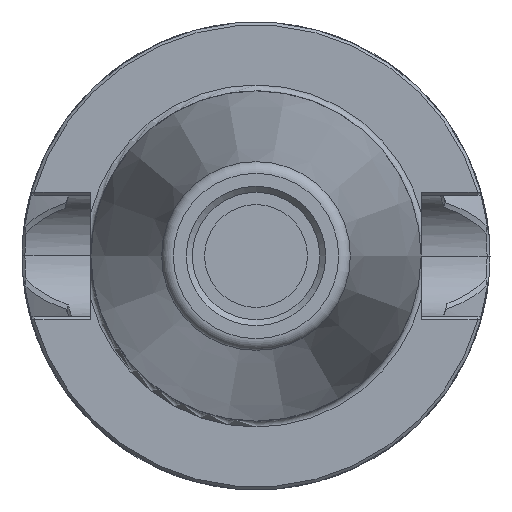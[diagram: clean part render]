
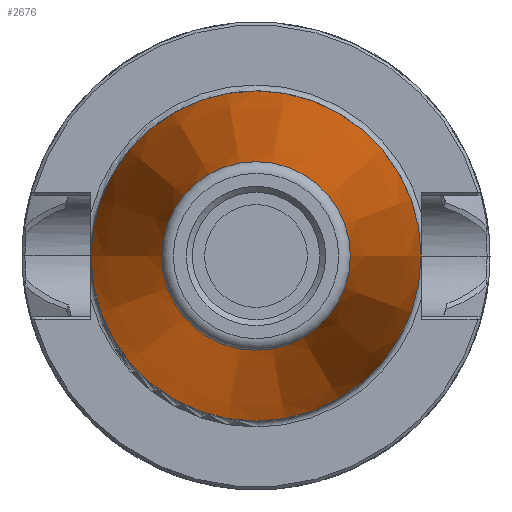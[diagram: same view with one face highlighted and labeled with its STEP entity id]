
A CAD part, left-side view. The second image highlights one B-rep face of the part: STEP entity #2676.
In plain terms, the highlighted conical face has half-angle 8.445 degrees and reference radius 17.363 mm.
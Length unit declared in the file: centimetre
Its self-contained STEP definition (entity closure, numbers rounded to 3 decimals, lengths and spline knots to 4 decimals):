
#474=FACE_BOUND('',#887,.T.);
#535=CIRCLE('',#2894,2.2225);
#538=CIRCLE('',#2901,1.2701);
#576=CONICAL_SURFACE('',#2902,1.7363,8.445);
#680=FACE_OUTER_BOUND('',#886,.T.);
#886=EDGE_LOOP('',(#2029));
#887=EDGE_LOOP('',(#2030));
#1199=VERTEX_POINT('',#4155);
#1202=VERTEX_POINT('',#4165);
#1499=EDGE_CURVE('',#1199,#1199,#535,.T.);
#1502=EDGE_CURVE('',#1202,#1202,#538,.T.);
#2029=ORIENTED_EDGE('',*,*,#1499,.T.);
#2030=ORIENTED_EDGE('',*,*,#1502,.F.);
#2676=ADVANCED_FACE('',(#680,#474),#576,.T.);
#2894=AXIS2_PLACEMENT_3D('',#4156,#3383,#3384);
#2901=AXIS2_PLACEMENT_3D('',#4166,#3397,#3398);
#2902=AXIS2_PLACEMENT_3D('',#4167,#3399,#3400);
#3383=DIRECTION('center_axis',(-1.,0.,0.));
#3384=DIRECTION('ref_axis',(0.,0.,1.));
#3397=DIRECTION('center_axis',(-1.,0.,0.));
#3398=DIRECTION('ref_axis',(0.,1.,0.));
#3399=DIRECTION('center_axis',(1.,0.,0.));
#3400=DIRECTION('ref_axis',(0.,-1.,0.));
#4155=CARTESIAN_POINT('',(1.6017,-2.2779,0.));
#4156=CARTESIAN_POINT('Origin',(1.6017,-0.0554,0.));
#4165=CARTESIAN_POINT('',(-4.8128,-1.3255,0.));
#4166=CARTESIAN_POINT('Origin',(-4.8128,-0.0554,0.));
#4167=CARTESIAN_POINT('Origin',(-1.6733,-0.0554,0.));
